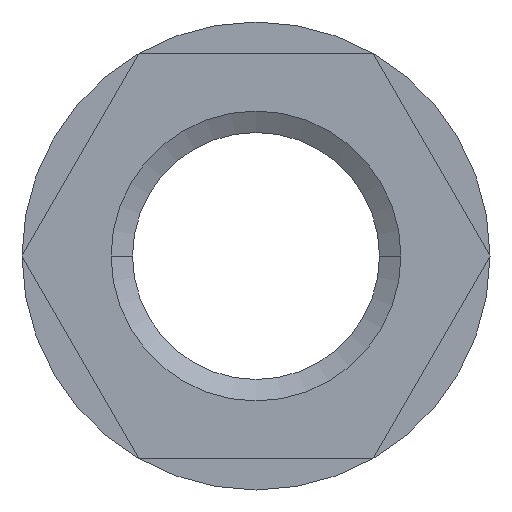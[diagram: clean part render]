
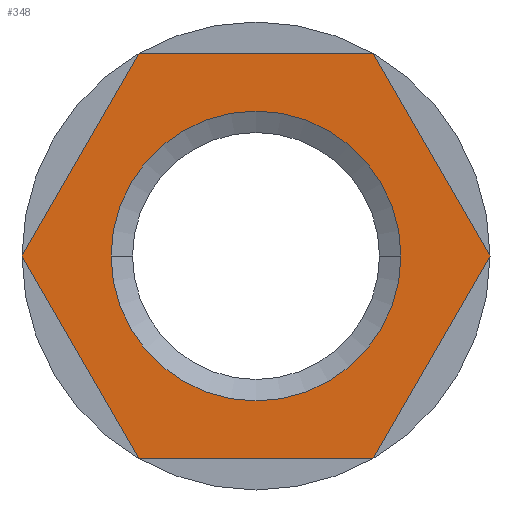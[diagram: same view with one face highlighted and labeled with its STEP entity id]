
A CAD part, front view. The second image highlights one B-rep face of the part: STEP entity #348.
In plain terms, the highlighted planar face has unit normal (0, -1, 0).
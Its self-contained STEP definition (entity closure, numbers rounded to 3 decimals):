
#77=DIRECTION('',(1.,0.,0.));
#78=VECTOR('',#77,18.475);
#79=CARTESIAN_POINT('',(-9.238,0.,16.));
#80=LINE('',#79,#78);
#81=DIRECTION('',(0.5,0.,-0.866));
#82=VECTOR('',#81,18.475);
#83=CARTESIAN_POINT('',(9.238,0.,16.));
#84=LINE('',#83,#82);
#85=DIRECTION('',(-0.5,0.,-0.866));
#86=VECTOR('',#85,18.475);
#87=CARTESIAN_POINT('',(18.475,0.,0.));
#88=LINE('',#87,#86);
#89=DIRECTION('',(-1.,0.,0.));
#90=VECTOR('',#89,18.475);
#91=CARTESIAN_POINT('',(9.238,0.,-16.));
#92=LINE('',#91,#90);
#93=DIRECTION('',(-0.5,0.,0.866));
#94=VECTOR('',#93,18.475);
#95=CARTESIAN_POINT('',(-9.238,0.,-16.));
#96=LINE('',#95,#94);
#97=DIRECTION('',(0.5,0.,0.866));
#98=VECTOR('',#97,18.475);
#99=CARTESIAN_POINT('',(-18.475,0.,0.));
#100=LINE('',#99,#98);
#101=CARTESIAN_POINT('',(0.,0.,0.));
#102=DIRECTION('',(0.,1.,0.));
#103=DIRECTION('',(1.,0.,0.));
#104=AXIS2_PLACEMENT_3D('',#101,#102,#103);
#106=CARTESIAN_POINT('',(0.,0.,0.));
#107=DIRECTION('',(0.,1.,0.));
#108=DIRECTION('',(-1.,0.,0.));
#109=AXIS2_PLACEMENT_3D('',#106,#107,#108);
#147=CARTESIAN_POINT('',(-9.238,0.,16.));
#148=CARTESIAN_POINT('',(9.238,0.,16.));
#149=VERTEX_POINT('',#147);
#150=VERTEX_POINT('',#148);
#151=CARTESIAN_POINT('',(18.475,0.,0.));
#152=VERTEX_POINT('',#151);
#153=CARTESIAN_POINT('',(9.238,0.,-16.));
#154=VERTEX_POINT('',#153);
#155=CARTESIAN_POINT('',(-9.238,0.,-16.));
#156=VERTEX_POINT('',#155);
#157=CARTESIAN_POINT('',(-18.475,0.,0.));
#158=VERTEX_POINT('',#157);
#159=CARTESIAN_POINT('',(11.44,0.,0.));
#160=CARTESIAN_POINT('',(-11.44,0.,0.));
#161=VERTEX_POINT('',#159);
#162=VERTEX_POINT('',#160);
#329=CARTESIAN_POINT('',(0.,0.,0.));
#330=DIRECTION('',(0.,1.,0.));
#331=DIRECTION('',(1.,0.,0.));
#332=AXIS2_PLACEMENT_3D('',#329,#330,#331);
#333=PLANE('',#332);
#334=ORIENTED_EDGE('',*,*,#252,.T.);
#335=ORIENTED_EDGE('',*,*,#267,.T.);
#336=ORIENTED_EDGE('',*,*,#281,.T.);
#337=ORIENTED_EDGE('',*,*,#295,.T.);
#338=ORIENTED_EDGE('',*,*,#309,.T.);
#339=ORIENTED_EDGE('',*,*,#322,.T.);
#340=EDGE_LOOP('',(#334,#335,#336,#337,#338,#339));
#341=FACE_OUTER_BOUND('',#340,.F.);
#343=ORIENTED_EDGE('',*,*,#342,.F.);
#345=ORIENTED_EDGE('',*,*,#344,.F.);
#346=EDGE_LOOP('',(#343,#345));
#347=FACE_BOUND('',#346,.F.);
#348=ADVANCED_FACE('',(#341,#347),#333,.F.);
#105=CIRCLE('',#104,11.44);
#110=CIRCLE('',#109,11.44);
#252=EDGE_CURVE('',#149,#150,#80,.T.);
#267=EDGE_CURVE('',#150,#152,#84,.T.);
#281=EDGE_CURVE('',#152,#154,#88,.T.);
#295=EDGE_CURVE('',#154,#156,#92,.T.);
#309=EDGE_CURVE('',#156,#158,#96,.T.);
#322=EDGE_CURVE('',#158,#149,#100,.T.);
#342=EDGE_CURVE('',#161,#162,#105,.T.);
#344=EDGE_CURVE('',#162,#161,#110,.T.);
